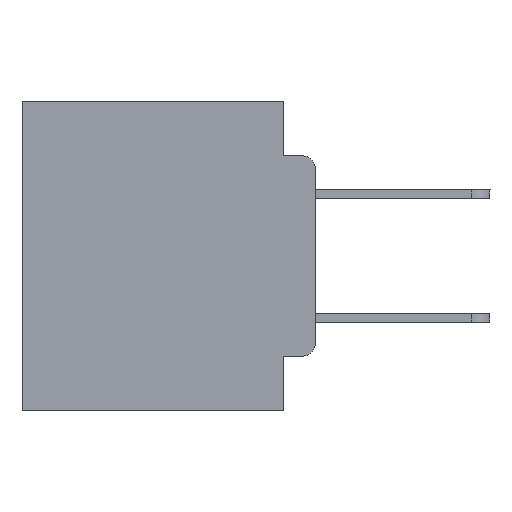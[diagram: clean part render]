
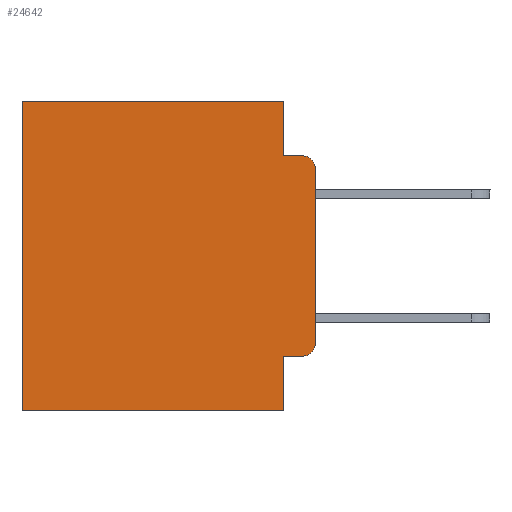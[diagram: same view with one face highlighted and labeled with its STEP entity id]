
A CAD part, left-side view. The second image highlights one B-rep face of the part: STEP entity #24642.
In plain terms, the highlighted planar face has unit normal (-1, 0, 0).
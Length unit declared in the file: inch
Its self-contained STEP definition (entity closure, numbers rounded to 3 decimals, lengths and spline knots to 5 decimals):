
#95 = ORIENTED_EDGE ( 'NONE', *, *, #27166, .F. ) ;
#208 = VERTEX_POINT ( 'NONE', #14321 ) ;
#285 = DIRECTION ( 'NONE',  ( 0., 0., -1. ) ) ;
#373 = CARTESIAN_POINT ( 'NONE',  ( 0.298, 0., 0. ) ) ;
#706 = VERTEX_POINT ( 'NONE', #3693 ) ;
#1349 = CARTESIAN_POINT ( 'NONE',  ( 0.298, 0., 0. ) ) ;
#1490 = VERTEX_POINT ( 'NONE', #1862 ) ;
#1764 = CARTESIAN_POINT ( 'NONE',  ( 0.298, 0.051, 0. ) ) ;
#1862 = CARTESIAN_POINT ( 'NONE',  ( 0.298, 0., -0.3915 ) ) ;
#2094 = DIRECTION ( 'NONE',  ( 0., 0., -1. ) ) ;
#2204 = CARTESIAN_POINT ( 'NONE',  ( 0.298, 0.473, 0. ) ) ;
#2384 = EDGE_CURVE ( 'NONE', #19846, #706, #5290, .T. ) ;
#2785 = CARTESIAN_POINT ( 'NONE',  ( 0.298, 0.473, 0. ) ) ;
#2813 = EDGE_CURVE ( 'NONE', #7047, #26880, #10132, .T. ) ;
#2998 = VERTEX_POINT ( 'NONE', #15360 ) ;
#3267 = EDGE_CURVE ( 'NONE', #25536, #1490, #21478, .T. ) ;
#3342 = CARTESIAN_POINT ( 'NONE',  ( 0.298, 0.473, -0.5 ) ) ;
#3538 = EDGE_CURVE ( 'NONE', #19846, #25536, #5559, .T. ) ;
#3693 = CARTESIAN_POINT ( 'NONE',  ( 0.298, 0.051, -0.5 ) ) ;
#3891 = VECTOR ( 'NONE', #10601, 39.37008 ) ;
#4007 = ORIENTED_EDGE ( 'NONE', *, *, #2813, .T. ) ;
#4100 = AXIS2_PLACEMENT_3D ( 'NONE', #17238, #21687, #8468 ) ;
#4578 = VECTOR ( 'NONE', #7859, 39.37008 ) ;
#4626 = CARTESIAN_POINT ( 'NONE',  ( 0.298, 0., -0.1085 ) ) ;
#4731 = LINE ( 'NONE', #15831, #22720 ) ;
#5290 = LINE ( 'NONE', #1764, #3891 ) ;
#5410 = VERTEX_POINT ( 'NONE', #3342 ) ;
#5559 = LINE ( 'NONE', #18532, #18000 ) ;
#5819 = LINE ( 'NONE', #14681, #19637 ) ;
#7047 = VERTEX_POINT ( 'NONE', #24164 ) ;
#7529 = EDGE_CURVE ( 'NONE', #26880, #5410, #18675, .T. ) ;
#7859 = DIRECTION ( 'NONE',  ( 0., 1., 0. ) ) ;
#8188 = DIRECTION ( 'NONE',  ( 0., 0., -1. ) ) ;
#8468 = DIRECTION ( 'NONE',  ( 0., 0., -1. ) ) ;
#8764 = LINE ( 'NONE', #27980, #25016 ) ;
#8817 = DIRECTION ( 'NONE',  ( 0., 0., -1. ) ) ;
#8923 = CARTESIAN_POINT ( 'NONE',  ( 0.298, 0.051, 0. ) ) ;
#8967 = CARTESIAN_POINT ( 'NONE',  ( 0.298, 0.02, -0.1085 ) ) ;
#9511 = DIRECTION ( 'NONE',  ( 1., 0., 0. ) ) ;
#10132 = LINE ( 'NONE', #1349, #4578 ) ;
#10601 = DIRECTION ( 'NONE',  ( 0., 0., -1. ) ) ;
#11469 = VECTOR ( 'NONE', #2094, 39.37008 ) ;
#12593 = DIRECTION ( 'NONE',  ( 0., 1., 0. ) ) ;
#12865 = ORIENTED_EDGE ( 'NONE', *, *, #18827, .F. ) ;
#13472 = ORIENTED_EDGE ( 'NONE', *, *, #3538, .T. ) ;
#13899 = DIRECTION ( 'NONE',  ( 0., -1., 0. ) ) ;
#14321 = CARTESIAN_POINT ( 'NONE',  ( 0.298, 0.02, -0.0885 ) ) ;
#14665 = EDGE_CURVE ( 'NONE', #706, #5410, #5819, .T. ) ;
#14681 = CARTESIAN_POINT ( 'NONE',  ( 0.298, 0., -0.5 ) ) ;
#15360 = CARTESIAN_POINT ( 'NONE',  ( 0.298, 0.051, -0.0885 ) ) ;
#15744 = PLANE ( 'NONE',  #22462 ) ;
#15831 = CARTESIAN_POINT ( 'NONE',  ( 0.298, 0.051, -0.0885 ) ) ;
#16243 = VERTEX_POINT ( 'NONE', #4626 ) ;
#16648 = ORIENTED_EDGE ( 'NONE', *, *, #14665, .F. ) ;
#16922 = CARTESIAN_POINT ( 'NONE',  ( 0.298, 0.051, -0.4115 ) ) ;
#17238 = CARTESIAN_POINT ( 'NONE',  ( 0.298, 0.02, -0.3915 ) ) ;
#18000 = VECTOR ( 'NONE', #20604, 39.37008 ) ;
#18014 = ORIENTED_EDGE ( 'NONE', *, *, #19290, .T. ) ;
#18175 = CIRCLE ( 'NONE', #21268, 0.02 ) ;
#18532 = CARTESIAN_POINT ( 'NONE',  ( 0.298, 0.051, -0.4115 ) ) ;
#18675 = LINE ( 'NONE', #2204, #11469 ) ;
#18827 = EDGE_CURVE ( 'NONE', #2998, #208, #4731, .T. ) ;
#19246 = FACE_OUTER_BOUND ( 'NONE', #20986, .T. ) ;
#19290 = EDGE_CURVE ( 'NONE', #16243, #208, #18175, .T. ) ;
#19637 = VECTOR ( 'NONE', #12593, 39.37008 ) ;
#19846 = VERTEX_POINT ( 'NONE', #16922 ) ;
#20476 = LINE ( 'NONE', #8923, #21495 ) ;
#20604 = DIRECTION ( 'NONE',  ( 0., -1., 0. ) ) ;
#20986 = EDGE_LOOP ( 'NONE', ( #95, #18014, #12865, #26501, #4007, #25793, #16648, #21539, #13472, #24436 ) ) ;
#21268 = AXIS2_PLACEMENT_3D ( 'NONE', #8967, #28532, #22275 ) ;
#21478 = CIRCLE ( 'NONE', #4100, 0.02 ) ;
#21495 = VECTOR ( 'NONE', #8817, 39.37008 ) ;
#21539 = ORIENTED_EDGE ( 'NONE', *, *, #2384, .F. ) ;
#21687 = DIRECTION ( 'NONE',  ( -1., 0., 0. ) ) ;
#22275 = DIRECTION ( 'NONE',  ( 0., 0., -1. ) ) ;
#22462 = AXIS2_PLACEMENT_3D ( 'NONE', #373, #9511, #285 ) ;
#22720 = VECTOR ( 'NONE', #13899, 39.37008 ) ;
#24164 = CARTESIAN_POINT ( 'NONE',  ( 0.298, 0.051, 0. ) ) ;
#24436 = ORIENTED_EDGE ( 'NONE', *, *, #3267, .T. ) ;
#24642 = ADVANCED_FACE ( 'NONE', ( #19246 ), #15744, .F. ) ;
#25016 = VECTOR ( 'NONE', #8188, 39.37008 ) ;
#25536 = VERTEX_POINT ( 'NONE', #28032 ) ;
#25793 = ORIENTED_EDGE ( 'NONE', *, *, #7529, .T. ) ;
#26501 = ORIENTED_EDGE ( 'NONE', *, *, #28547, .F. ) ;
#26880 = VERTEX_POINT ( 'NONE', #2785 ) ;
#27166 = EDGE_CURVE ( 'NONE', #16243, #1490, #8764, .T. ) ;
#27980 = CARTESIAN_POINT ( 'NONE',  ( 0.298, 0., 0. ) ) ;
#28032 = CARTESIAN_POINT ( 'NONE',  ( 0.298, 0.02, -0.4115 ) ) ;
#28532 = DIRECTION ( 'NONE',  ( -1., 0., 0. ) ) ;
#28547 = EDGE_CURVE ( 'NONE', #7047, #2998, #20476, .T. ) ;
